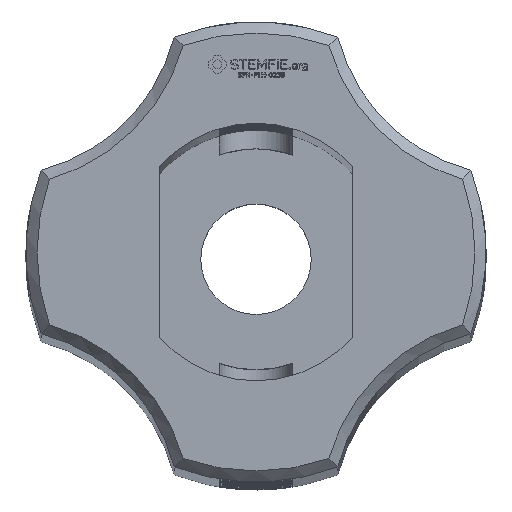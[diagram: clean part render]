
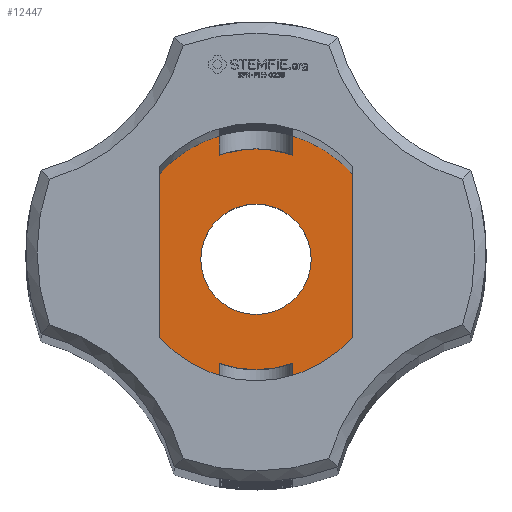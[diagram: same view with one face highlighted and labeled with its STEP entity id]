
A CAD part, top view. The second image highlights one B-rep face of the part: STEP entity #12447.
In plain terms, the highlighted planar face has unit normal (0, 0, 1).
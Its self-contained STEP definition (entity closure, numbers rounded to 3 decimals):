
#3938 = VERTEX_POINT('',#3939);
#3939 = CARTESIAN_POINT('',(2.829,0.998,11.));
#3959 = EDGE_CURVE('',#3960,#3938,#3962,.T.);
#3960 = VERTEX_POINT('',#3961);
#3961 = CARTESIAN_POINT('',(2.625,0.998,11.));
#3962 = LINE('',#3963,#3964);
#3963 = CARTESIAN_POINT('',(127.506,0.998,11.));
#3964 = VECTOR('',#3965,1.);
#3965 = DIRECTION('',(1.,0.,0.));
#3968 = VERTEX_POINT('',#3969);
#3969 = CARTESIAN_POINT('',(2.625,-0.998,11.));
#3976 = EDGE_CURVE('',#3968,#3977,#3979,.T.);
#3977 = VERTEX_POINT('',#3978);
#3978 = CARTESIAN_POINT('',(2.829,-0.998,11.));
#3979 = LINE('',#3980,#3981);
#3980 = CARTESIAN_POINT('',(127.506,-0.998,11.));
#3981 = VECTOR('',#3982,1.);
#3982 = DIRECTION('',(1.,0.,0.));
#12288 = EDGE_CURVE('',#12289,#3960,#12291,.T.);
#12289 = VERTEX_POINT('',#12290);
#12290 = CARTESIAN_POINT('',(2.625,2.315,11.));
#12291 = LINE('',#12292,#12293);
#12292 = CARTESIAN_POINT('',(2.625,2.315,11.));
#12293 = VECTOR('',#12294,1.);
#12294 = DIRECTION('',(0.,-1.,0.));
#12304 = VERTEX_POINT('',#12305);
#12305 = CARTESIAN_POINT('',(2.625,-2.315,11.));
#12311 = EDGE_CURVE('',#3968,#12304,#12312,.T.);
#12312 = LINE('',#12313,#12314);
#12313 = CARTESIAN_POINT('',(2.625,2.315,11.));
#12314 = VECTOR('',#12315,1.);
#12315 = DIRECTION('',(0.,-1.,0.));
#12434 = EDGE_CURVE('',#3938,#3977,#12435,.T.);
#12435 = CIRCLE('',#12436,3.);
#12436 = AXIS2_PLACEMENT_3D('',#12437,#12438,#12439);
#12437 = CARTESIAN_POINT('',(0.,0.,11.));
#12438 = DIRECTION('',(0.,0.,-1.));
#12439 = DIRECTION('',(0.,1.,0.));
#12447 = ADVANCED_FACE('',(#12448,#12589),#12600,.T.);
#12448 = FACE_BOUND('',#12449,.T.);
#12449 = EDGE_LOOP('',(#12450,#12451,#12452,#12453,#12454,#12463,#12471,
    #12480,#12489,#12497,#12506,#12514,#12522,#12531,#12539,#12547,
    #12556,#12564,#12573,#12581,#12588));
#12450 = ORIENTED_EDGE('',*,*,#3976,.T.);
#12451 = ORIENTED_EDGE('',*,*,#12434,.F.);
#12452 = ORIENTED_EDGE('',*,*,#3959,.F.);
#12453 = ORIENTED_EDGE('',*,*,#12288,.F.);
#12454 = ORIENTED_EDGE('',*,*,#12455,.T.);
#12455 = EDGE_CURVE('',#12289,#12456,#12458,.T.);
#12456 = VERTEX_POINT('',#12457);
#12457 = CARTESIAN_POINT('',(0.998,3.355,11.));
#12458 = CIRCLE('',#12459,3.5);
#12459 = AXIS2_PLACEMENT_3D('',#12460,#12461,#12462);
#12460 = CARTESIAN_POINT('',(0.,0.,11.)
  );
#12461 = DIRECTION('',(0.,0.,1.));
#12462 = DIRECTION('',(1.,0.,0.));
#12463 = ORIENTED_EDGE('',*,*,#12464,.T.);
#12464 = EDGE_CURVE('',#12456,#12465,#12467,.T.);
#12465 = VERTEX_POINT('',#12466);
#12466 = CARTESIAN_POINT('',(0.998,2.829,11.));
#12467 = LINE('',#12468,#12469);
#12468 = CARTESIAN_POINT('',(0.998,-127.506,11.));
#12469 = VECTOR('',#12470,1.);
#12470 = DIRECTION('',(0.,-1.,0.));
#12471 = ORIENTED_EDGE('',*,*,#12472,.F.);
#12472 = EDGE_CURVE('',#12473,#12465,#12475,.T.);
#12473 = VERTEX_POINT('',#12474);
#12474 = CARTESIAN_POINT('',(0.,3.,11.));
#12475 = CIRCLE('',#12476,3.);
#12476 = AXIS2_PLACEMENT_3D('',#12477,#12478,#12479);
#12477 = CARTESIAN_POINT('',(0.,0.,11.));
#12478 = DIRECTION('',(0.,0.,-1.));
#12479 = DIRECTION('',(0.,1.,0.));
#12480 = ORIENTED_EDGE('',*,*,#12481,.F.);
#12481 = EDGE_CURVE('',#12482,#12473,#12484,.T.);
#12482 = VERTEX_POINT('',#12483);
#12483 = CARTESIAN_POINT('',(-0.998,2.829,11.));
#12484 = CIRCLE('',#12485,3.);
#12485 = AXIS2_PLACEMENT_3D('',#12486,#12487,#12488);
#12486 = CARTESIAN_POINT('',(0.,0.,11.));
#12487 = DIRECTION('',(0.,0.,-1.));
#12488 = DIRECTION('',(0.,1.,0.));
#12489 = ORIENTED_EDGE('',*,*,#12490,.F.);
#12490 = EDGE_CURVE('',#12491,#12482,#12493,.T.);
#12491 = VERTEX_POINT('',#12492);
#12492 = CARTESIAN_POINT('',(-0.998,3.355,11.));
#12493 = LINE('',#12494,#12495);
#12494 = CARTESIAN_POINT('',(-0.998,-127.506,11.));
#12495 = VECTOR('',#12496,1.);
#12496 = DIRECTION('',(0.,-1.,0.));
#12497 = ORIENTED_EDGE('',*,*,#12498,.T.);
#12498 = EDGE_CURVE('',#12491,#12499,#12501,.T.);
#12499 = VERTEX_POINT('',#12500);
#12500 = CARTESIAN_POINT('',(-2.625,2.315,11.));
#12501 = CIRCLE('',#12502,3.5);
#12502 = AXIS2_PLACEMENT_3D('',#12503,#12504,#12505);
#12503 = CARTESIAN_POINT('',(0.,0.,11.)
  );
#12504 = DIRECTION('',(0.,0.,1.));
#12505 = DIRECTION('',(1.,0.,0.));
#12506 = ORIENTED_EDGE('',*,*,#12507,.T.);
#12507 = EDGE_CURVE('',#12499,#12508,#12510,.T.);
#12508 = VERTEX_POINT('',#12509);
#12509 = CARTESIAN_POINT('',(-2.625,0.998,11.));
#12510 = LINE('',#12511,#12512);
#12511 = CARTESIAN_POINT('',(-2.625,2.315,11.));
#12512 = VECTOR('',#12513,1.);
#12513 = DIRECTION('',(0.,-1.,0.));
#12514 = ORIENTED_EDGE('',*,*,#12515,.F.);
#12515 = EDGE_CURVE('',#12516,#12508,#12518,.T.);
#12516 = VERTEX_POINT('',#12517);
#12517 = CARTESIAN_POINT('',(-2.829,0.998,11.));
#12518 = LINE('',#12519,#12520);
#12519 = CARTESIAN_POINT('',(127.506,0.998,11.));
#12520 = VECTOR('',#12521,1.);
#12521 = DIRECTION('',(1.,0.,0.));
#12522 = ORIENTED_EDGE('',*,*,#12523,.F.);
#12523 = EDGE_CURVE('',#12524,#12516,#12526,.T.);
#12524 = VERTEX_POINT('',#12525);
#12525 = CARTESIAN_POINT('',(-2.829,-0.998,11.));
#12526 = CIRCLE('',#12527,3.);
#12527 = AXIS2_PLACEMENT_3D('',#12528,#12529,#12530);
#12528 = CARTESIAN_POINT('',(0.,0.,11.));
#12529 = DIRECTION('',(0.,0.,-1.));
#12530 = DIRECTION('',(0.,1.,0.));
#12531 = ORIENTED_EDGE('',*,*,#12532,.T.);
#12532 = EDGE_CURVE('',#12524,#12533,#12535,.T.);
#12533 = VERTEX_POINT('',#12534);
#12534 = CARTESIAN_POINT('',(-2.625,-0.998,11.));
#12535 = LINE('',#12536,#12537);
#12536 = CARTESIAN_POINT('',(127.506,-0.998,11.));
#12537 = VECTOR('',#12538,1.);
#12538 = DIRECTION('',(1.,0.,0.));
#12539 = ORIENTED_EDGE('',*,*,#12540,.T.);
#12540 = EDGE_CURVE('',#12533,#12541,#12543,.T.);
#12541 = VERTEX_POINT('',#12542);
#12542 = CARTESIAN_POINT('',(-2.625,-2.315,11.));
#12543 = LINE('',#12544,#12545);
#12544 = CARTESIAN_POINT('',(-2.625,2.315,11.));
#12545 = VECTOR('',#12546,1.);
#12546 = DIRECTION('',(0.,-1.,0.));
#12547 = ORIENTED_EDGE('',*,*,#12548,.T.);
#12548 = EDGE_CURVE('',#12541,#12549,#12551,.T.);
#12549 = VERTEX_POINT('',#12550);
#12550 = CARTESIAN_POINT('',(-0.998,-3.355,11.));
#12551 = CIRCLE('',#12552,3.5);
#12552 = AXIS2_PLACEMENT_3D('',#12553,#12554,#12555);
#12553 = CARTESIAN_POINT('',(0.,0.,11.)
  );
#12554 = DIRECTION('',(0.,0.,1.));
#12555 = DIRECTION('',(1.,0.,0.));
#12556 = ORIENTED_EDGE('',*,*,#12557,.F.);
#12557 = EDGE_CURVE('',#12558,#12549,#12560,.T.);
#12558 = VERTEX_POINT('',#12559);
#12559 = CARTESIAN_POINT('',(-0.998,-2.829,11.));
#12560 = LINE('',#12561,#12562);
#12561 = CARTESIAN_POINT('',(-0.998,-127.506,11.));
#12562 = VECTOR('',#12563,1.);
#12563 = DIRECTION('',(0.,-1.,0.));
#12564 = ORIENTED_EDGE('',*,*,#12565,.F.);
#12565 = EDGE_CURVE('',#12566,#12558,#12568,.T.);
#12566 = VERTEX_POINT('',#12567);
#12567 = CARTESIAN_POINT('',(0.998,-2.829,11.));
#12568 = CIRCLE('',#12569,3.);
#12569 = AXIS2_PLACEMENT_3D('',#12570,#12571,#12572);
#12570 = CARTESIAN_POINT('',(0.,0.,11.));
#12571 = DIRECTION('',(0.,0.,-1.));
#12572 = DIRECTION('',(0.,1.,0.));
#12573 = ORIENTED_EDGE('',*,*,#12574,.T.);
#12574 = EDGE_CURVE('',#12566,#12575,#12577,.T.);
#12575 = VERTEX_POINT('',#12576);
#12576 = CARTESIAN_POINT('',(0.998,-3.355,11.));
#12577 = LINE('',#12578,#12579);
#12578 = CARTESIAN_POINT('',(0.998,-127.506,11.));
#12579 = VECTOR('',#12580,1.);
#12580 = DIRECTION('',(0.,-1.,0.));
#12581 = ORIENTED_EDGE('',*,*,#12582,.T.);
#12582 = EDGE_CURVE('',#12575,#12304,#12583,.T.);
#12583 = CIRCLE('',#12584,3.5);
#12584 = AXIS2_PLACEMENT_3D('',#12585,#12586,#12587);
#12585 = CARTESIAN_POINT('',(0.,0.,11.)
  );
#12586 = DIRECTION('',(0.,0.,1.));
#12587 = DIRECTION('',(1.,0.,0.));
#12588 = ORIENTED_EDGE('',*,*,#12311,.F.);
#12589 = FACE_BOUND('',#12590,.T.);
#12590 = EDGE_LOOP('',(#12591));
#12591 = ORIENTED_EDGE('',*,*,#12592,.T.);
#12592 = EDGE_CURVE('',#12593,#12593,#12595,.T.);
#12593 = VERTEX_POINT('',#12594);
#12594 = CARTESIAN_POINT('',(0.,1.5,11.));
#12595 = CIRCLE('',#12596,1.5);
#12596 = AXIS2_PLACEMENT_3D('',#12597,#12598,#12599);
#12597 = CARTESIAN_POINT('',(0.,0.,11.));
#12598 = DIRECTION('',(0.,0.,-1.));
#12599 = DIRECTION('',(0.,1.,0.));
#12600 = PLANE('',#12601);
#12601 = AXIS2_PLACEMENT_3D('',#12602,#12603,#12604);
#12602 = CARTESIAN_POINT('',(0.,0.001,11.)
  );
#12603 = DIRECTION('',(0.,0.,1.));
#12604 = DIRECTION('',(0.,1.,0.));
